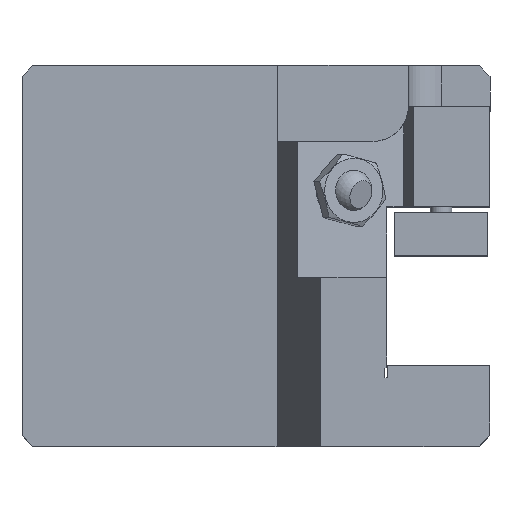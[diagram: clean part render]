
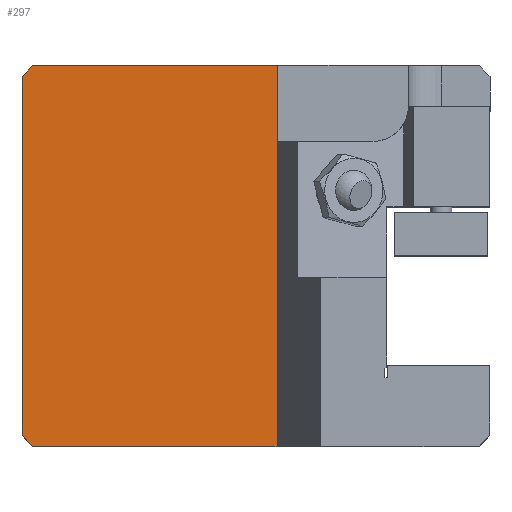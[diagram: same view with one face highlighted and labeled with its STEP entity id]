
A CAD part, top view. The second image highlights one B-rep face of the part: STEP entity #297.
In plain terms, the highlighted planar face has unit normal (0, 0, 1).
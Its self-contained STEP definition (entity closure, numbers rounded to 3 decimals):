
#192=FACE_OUTER_BOUND('',#711,.T.);
#297=ADVANCED_FACE('',(#192),#441,.T.);
#441=PLANE('',#2594);
#711=EDGE_LOOP('',(#1011,#1012,#1013,#1014,#1015,#1016,#1017,#1018));
#1011=ORIENTED_EDGE('',*,*,#1907,.T.);
#1012=ORIENTED_EDGE('',*,*,#1908,.T.);
#1013=ORIENTED_EDGE('',*,*,#1909,.T.);
#1014=ORIENTED_EDGE('',*,*,#1910,.T.);
#1015=ORIENTED_EDGE('',*,*,#1876,.F.);
#1016=ORIENTED_EDGE('',*,*,#1911,.T.);
#1017=ORIENTED_EDGE('',*,*,#1912,.F.);
#1018=ORIENTED_EDGE('',*,*,#1887,.F.);
#1629=VERTEX_POINT('',#3596);
#1630=VERTEX_POINT('',#3598);
#1638=VERTEX_POINT('',#3617);
#1639=VERTEX_POINT('',#3619);
#1650=VERTEX_POINT('',#3655);
#1651=VERTEX_POINT('',#3657);
#1652=VERTEX_POINT('',#3659);
#1653=VERTEX_POINT('',#3662);
#1876=EDGE_CURVE('',#1629,#1630,#2202,.T.);
#1887=EDGE_CURVE('',#1638,#1639,#2213,.T.);
#1907=EDGE_CURVE('',#1638,#1650,#2233,.T.);
#1908=EDGE_CURVE('',#1650,#1651,#2234,.T.);
#1909=EDGE_CURVE('',#1651,#1652,#2235,.T.);
#1910=EDGE_CURVE('',#1652,#1630,#2236,.T.);
#1911=EDGE_CURVE('',#1629,#1653,#2237,.T.);
#1912=EDGE_CURVE('',#1639,#1653,#2238,.T.);
#2202=LINE('',#3597,#2420);
#2213=LINE('',#3618,#2431);
#2233=LINE('',#3654,#2451);
#2234=LINE('',#3656,#2452);
#2235=LINE('',#3658,#2453);
#2236=LINE('',#3660,#2454);
#2237=LINE('',#3661,#2455);
#2238=LINE('',#3663,#2456);
#2420=VECTOR('',#2889,1.);
#2431=VECTOR('',#2902,1.);
#2451=VECTOR('',#2932,1.);
#2452=VECTOR('',#2933,1.);
#2453=VECTOR('',#2934,1.);
#2454=VECTOR('',#2935,1.);
#2455=VECTOR('',#2936,1.);
#2456=VECTOR('',#2937,1.);
#2594=AXIS2_PLACEMENT_3D('',#3664,#2938,#2939);
#2889=DIRECTION('',(-1.,0.,0.));
#2902=DIRECTION('',(0.,-1.,0.));
#2932=DIRECTION('',(-1.,0.,0.));
#2933=DIRECTION('',(-0.707,-0.707,0.));
#2934=DIRECTION('',(0.,-1.,0.));
#2935=DIRECTION('',(0.707,-0.707,0.));
#2936=DIRECTION('',(0.,1.,0.));
#2937=DIRECTION('',(1.,0.,0.));
#2938=DIRECTION('',(0.,0.,1.));
#2939=DIRECTION('',(1.,0.,0.));
#3596=CARTESIAN_POINT('',(13.5,-35.,21.33));
#3597=CARTESIAN_POINT('',(5.,-35.,21.33));
#3598=CARTESIAN_POINT('',(-40.,-35.,21.33));
#3617=CARTESIAN_POINT('',(5.,35.,21.33));
#3618=CARTESIAN_POINT('',(5.,35.,21.33));
#3619=CARTESIAN_POINT('',(5.,-21.5,21.33));
#3654=CARTESIAN_POINT('',(5.,35.,21.33));
#3655=CARTESIAN_POINT('',(-40.,35.,21.33));
#3656=CARTESIAN_POINT('',(-17.5,57.5,21.33));
#3657=CARTESIAN_POINT('',(-42.,33.,21.33));
#3658=CARTESIAN_POINT('',(-42.,35.,21.33));
#3659=CARTESIAN_POINT('',(-42.,-33.,21.33));
#3660=CARTESIAN_POINT('',(-52.5,-22.5,21.33));
#3661=CARTESIAN_POINT('',(13.5,-35.,21.33));
#3662=CARTESIAN_POINT('',(13.5,-21.5,21.33));
#3663=CARTESIAN_POINT('',(5.,-21.5,21.33));
#3664=CARTESIAN_POINT('',(5.,35.,21.33));
